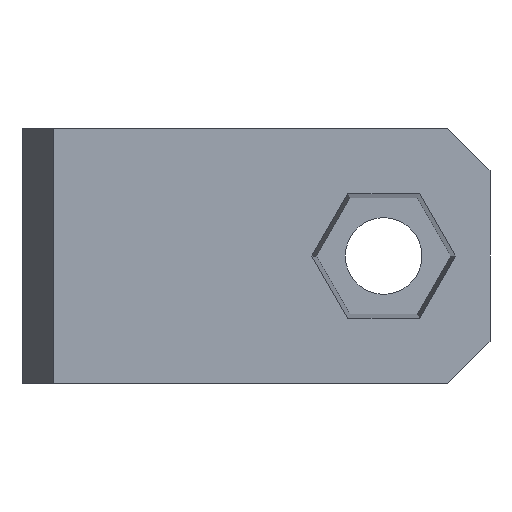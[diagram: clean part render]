
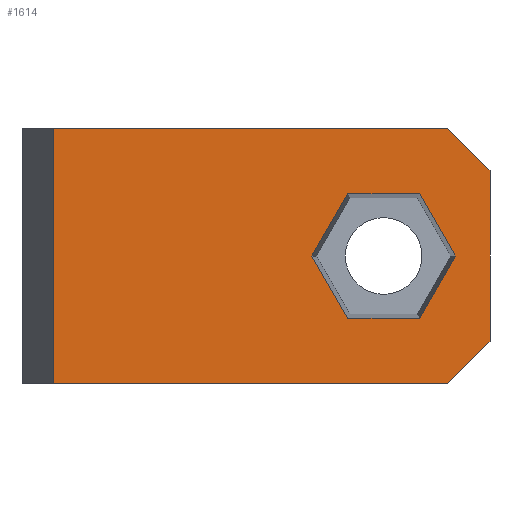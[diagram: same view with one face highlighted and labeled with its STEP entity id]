
A CAD part, front view. The second image highlights one B-rep face of the part: STEP entity #1614.
In plain terms, the highlighted planar face has unit normal (0, -1, 0).
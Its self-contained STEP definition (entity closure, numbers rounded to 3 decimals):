
#75=FACE_BOUND('',#266,.T.);
#96=PLANE('',#1720);
#180=FACE_OUTER_BOUND('',#265,.T.);
#265=EDGE_LOOP('',(#1232,#1233,#1234,#1235,#1236,#1237));
#266=EDGE_LOOP('',(#1238,#1239,#1240,#1241,#1242,#1243));
#359=LINE('',#2253,#565);
#390=LINE('',#2315,#596);
#402=LINE('',#2339,#608);
#403=LINE('',#2341,#609);
#404=LINE('',#2343,#610);
#405=LINE('',#2344,#611);
#406=LINE('',#2347,#612);
#407=LINE('',#2349,#613);
#408=LINE('',#2351,#614);
#409=LINE('',#2353,#615);
#410=LINE('',#2355,#616);
#411=LINE('',#2356,#617);
#565=VECTOR('',#1853,1.);
#596=VECTOR('',#1886,10.);
#608=VECTOR('',#1906,10.);
#609=VECTOR('',#1907,10.);
#610=VECTOR('',#1908,10.);
#611=VECTOR('',#1909,10.);
#612=VECTOR('',#1910,10.);
#613=VECTOR('',#1911,10.);
#614=VECTOR('',#1912,10.);
#615=VECTOR('',#1913,10.);
#616=VECTOR('',#1914,10.);
#617=VECTOR('',#1915,10.);
#794=VERTEX_POINT('',#2249);
#796=VERTEX_POINT('',#2252);
#826=VERTEX_POINT('',#2313);
#834=VERTEX_POINT('',#2338);
#835=VERTEX_POINT('',#2340);
#836=VERTEX_POINT('',#2342);
#837=VERTEX_POINT('',#2345);
#838=VERTEX_POINT('',#2346);
#839=VERTEX_POINT('',#2348);
#840=VERTEX_POINT('',#2350);
#841=VERTEX_POINT('',#2352);
#842=VERTEX_POINT('',#2354);
#951=EDGE_CURVE('',#796,#794,#359,.T.);
#982=EDGE_CURVE('',#826,#794,#390,.T.);
#994=EDGE_CURVE('',#834,#826,#402,.T.);
#995=EDGE_CURVE('',#835,#834,#403,.T.);
#996=EDGE_CURVE('',#836,#835,#404,.T.);
#997=EDGE_CURVE('',#836,#796,#405,.T.);
#998=EDGE_CURVE('',#837,#838,#406,.T.);
#999=EDGE_CURVE('',#838,#839,#407,.T.);
#1000=EDGE_CURVE('',#840,#839,#408,.T.);
#1001=EDGE_CURVE('',#841,#840,#409,.T.);
#1002=EDGE_CURVE('',#842,#841,#410,.T.);
#1003=EDGE_CURVE('',#837,#842,#411,.T.);
#1232=ORIENTED_EDGE('',*,*,#982,.F.);
#1233=ORIENTED_EDGE('',*,*,#994,.F.);
#1234=ORIENTED_EDGE('',*,*,#995,.F.);
#1235=ORIENTED_EDGE('',*,*,#996,.F.);
#1236=ORIENTED_EDGE('',*,*,#997,.T.);
#1237=ORIENTED_EDGE('',*,*,#951,.T.);
#1238=ORIENTED_EDGE('',*,*,#998,.T.);
#1239=ORIENTED_EDGE('',*,*,#999,.T.);
#1240=ORIENTED_EDGE('',*,*,#1000,.F.);
#1241=ORIENTED_EDGE('',*,*,#1001,.F.);
#1242=ORIENTED_EDGE('',*,*,#1002,.F.);
#1243=ORIENTED_EDGE('',*,*,#1003,.F.);
#1614=ADVANCED_FACE('',(#180,#75),#96,.F.);
#1720=AXIS2_PLACEMENT_3D('',#2337,#1904,#1905);
#1853=DIRECTION('',(0.,0.,-1.));
#1886=DIRECTION('',(-1.,0.,0.));
#1904=DIRECTION('center_axis',(0.,1.,0.));
#1905=DIRECTION('ref_axis',(0.,0.,1.));
#1906=DIRECTION('',(-0.707,0.,-0.707));
#1907=DIRECTION('',(0.,0.,-1.));
#1908=DIRECTION('',(0.707,0.,-0.707));
#1909=DIRECTION('',(-1.,0.,0.));
#1910=DIRECTION('',(0.5,0.,-0.866));
#1911=DIRECTION('',(-0.5,0.,-0.866));
#1912=DIRECTION('',(1.,0.,0.));
#1913=DIRECTION('',(0.5,0.,-0.866));
#1914=DIRECTION('',(-0.5,0.,-0.866));
#1915=DIRECTION('',(-1.,0.,0.));
#2249=CARTESIAN_POINT('',(-15.535,-4.,-6.));
#2252=CARTESIAN_POINT('',(-15.535,-4.,6.));
#2253=CARTESIAN_POINT('',(-15.535,-4.,-6.5));
#2313=CARTESIAN_POINT('',(3.,-4.,-6.));
#2315=CARTESIAN_POINT('',(-13.,-4.,-6.));
#2337=CARTESIAN_POINT('Origin',(-13.,-4.,-6.));
#2338=CARTESIAN_POINT('',(5.,-4.,-4.));
#2339=CARTESIAN_POINT('',(-1.5,-4.,-10.5));
#2340=CARTESIAN_POINT('',(5.,-4.,4.));
#2341=CARTESIAN_POINT('',(5.,-4.,-6.));
#2342=CARTESIAN_POINT('',(3.,-4.,6.));
#2343=CARTESIAN_POINT('',(1.5,-4.,7.5));
#2344=CARTESIAN_POINT('',(-13.,-4.,6.));
#2345=CARTESIAN_POINT('',(1.688,-4.,2.923));
#2346=CARTESIAN_POINT('',(3.375,-4.,0.));
#2347=CARTESIAN_POINT('',(2.205,-4.,2.026));
#2348=CARTESIAN_POINT('',(1.688,-4.,-2.923));
#2349=CARTESIAN_POINT('',(-0.393,-4.,-6.526));
#2350=CARTESIAN_POINT('',(-1.688,-4.,-2.923));
#2351=CARTESIAN_POINT('',(-1.688,-4.,-2.923));
#2352=CARTESIAN_POINT('',(-3.375,-4.,0.));
#2353=CARTESIAN_POINT('',(-3.375,-4.,0.));
#2354=CARTESIAN_POINT('',(-1.688,-4.,2.923));
#2355=CARTESIAN_POINT('',(-1.688,-4.,2.923));
#2356=CARTESIAN_POINT('',(1.,-4.,2.923));
